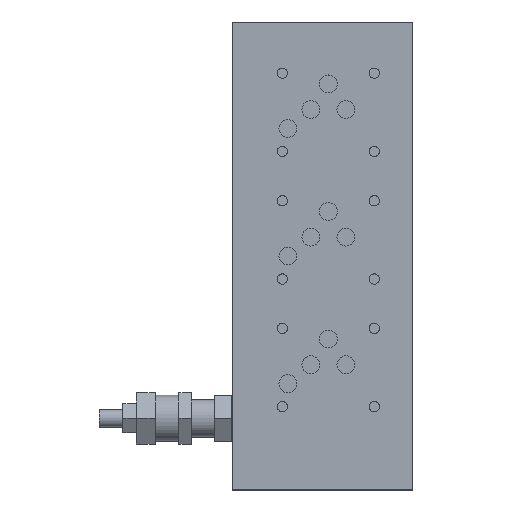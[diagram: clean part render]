
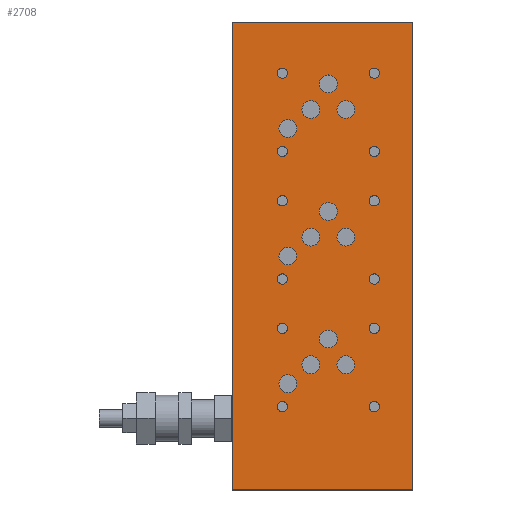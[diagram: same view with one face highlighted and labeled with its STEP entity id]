
A CAD part, top view. The second image highlights one B-rep face of the part: STEP entity #2708.
In plain terms, the highlighted planar face has unit normal (0, 0, 1).
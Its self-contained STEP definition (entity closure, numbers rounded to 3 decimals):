
#184=LINE('',#4435,#337);
#187=LINE('',#4443,#340);
#190=LINE('',#4453,#343);
#192=LINE('',#4458,#345);
#337=VECTOR('',#3477,1000.);
#340=VECTOR('',#3484,1000.);
#343=VECTOR('',#3493,1000.);
#345=VECTOR('',#3499,1000.);
#619=ORIENTED_EDGE('',*,*,#1256,.T.);
#620=ORIENTED_EDGE('',*,*,#1260,.T.);
#621=ORIENTED_EDGE('',*,*,#1265,.T.);
#622=ORIENTED_EDGE('',*,*,#1268,.T.);
#623=ORIENTED_EDGE('',*,*,#1284,.T.);
#624=ORIENTED_EDGE('',*,*,#1285,.T.);
#625=ORIENTED_EDGE('',*,*,#1286,.T.);
#626=ORIENTED_EDGE('',*,*,#1287,.T.);
#627=ORIENTED_EDGE('',*,*,#1288,.T.);
#628=ORIENTED_EDGE('',*,*,#1289,.T.);
#629=ORIENTED_EDGE('',*,*,#1290,.T.);
#630=ORIENTED_EDGE('',*,*,#1291,.T.);
#631=ORIENTED_EDGE('',*,*,#1292,.T.);
#632=ORIENTED_EDGE('',*,*,#1293,.T.);
#633=ORIENTED_EDGE('',*,*,#1294,.T.);
#634=ORIENTED_EDGE('',*,*,#1295,.T.);
#635=ORIENTED_EDGE('',*,*,#1296,.T.);
#636=ORIENTED_EDGE('',*,*,#1297,.T.);
#637=ORIENTED_EDGE('',*,*,#1298,.T.);
#638=ORIENTED_EDGE('',*,*,#1299,.T.);
#639=ORIENTED_EDGE('',*,*,#1300,.T.);
#640=ORIENTED_EDGE('',*,*,#1301,.T.);
#641=ORIENTED_EDGE('',*,*,#1302,.T.);
#642=ORIENTED_EDGE('',*,*,#1303,.T.);
#643=ORIENTED_EDGE('',*,*,#1304,.T.);
#644=ORIENTED_EDGE('',*,*,#1305,.T.);
#645=ORIENTED_EDGE('',*,*,#1306,.T.);
#646=ORIENTED_EDGE('',*,*,#1307,.T.);
#1256=EDGE_CURVE('',#1587,#1590,#184,.T.);
#1260=EDGE_CURVE('',#1590,#1593,#187,.T.);
#1265=EDGE_CURVE('',#1593,#1597,#190,.T.);
#1268=EDGE_CURVE('',#1597,#1587,#192,.T.);
#1284=EDGE_CURVE('',#1614,#1614,#1804,.T.);
#1285=EDGE_CURVE('',#1615,#1615,#1805,.T.);
#1286=EDGE_CURVE('',#1616,#1616,#1806,.T.);
#1287=EDGE_CURVE('',#1617,#1617,#1807,.T.);
#1288=EDGE_CURVE('',#1618,#1618,#1808,.T.);
#1289=EDGE_CURVE('',#1619,#1619,#1809,.T.);
#1290=EDGE_CURVE('',#1620,#1620,#1810,.T.);
#1291=EDGE_CURVE('',#1621,#1621,#1811,.T.);
#1292=EDGE_CURVE('',#1622,#1622,#1812,.T.);
#1293=EDGE_CURVE('',#1623,#1623,#1813,.T.);
#1294=EDGE_CURVE('',#1624,#1624,#1814,.T.);
#1295=EDGE_CURVE('',#1625,#1625,#1815,.T.);
#1296=EDGE_CURVE('',#1626,#1626,#1816,.T.);
#1297=EDGE_CURVE('',#1627,#1627,#1817,.T.);
#1298=EDGE_CURVE('',#1628,#1628,#1818,.T.);
#1299=EDGE_CURVE('',#1629,#1629,#1819,.T.);
#1300=EDGE_CURVE('',#1630,#1630,#1820,.T.);
#1301=EDGE_CURVE('',#1631,#1631,#1821,.T.);
#1302=EDGE_CURVE('',#1632,#1632,#1822,.T.);
#1303=EDGE_CURVE('',#1633,#1633,#1823,.T.);
#1304=EDGE_CURVE('',#1634,#1634,#1824,.T.);
#1305=EDGE_CURVE('',#1635,#1635,#1825,.T.);
#1306=EDGE_CURVE('',#1636,#1636,#1826,.T.);
#1307=EDGE_CURVE('',#1637,#1637,#1827,.T.);
#1587=VERTEX_POINT('',#4429);
#1590=VERTEX_POINT('',#4434);
#1593=VERTEX_POINT('',#4442);
#1597=VERTEX_POINT('',#4452);
#1614=VERTEX_POINT('',#4492);
#1615=VERTEX_POINT('',#4494);
#1616=VERTEX_POINT('',#4496);
#1617=VERTEX_POINT('',#4498);
#1618=VERTEX_POINT('',#4500);
#1619=VERTEX_POINT('',#4502);
#1620=VERTEX_POINT('',#4504);
#1621=VERTEX_POINT('',#4506);
#1622=VERTEX_POINT('',#4508);
#1623=VERTEX_POINT('',#4510);
#1624=VERTEX_POINT('',#4512);
#1625=VERTEX_POINT('',#4514);
#1626=VERTEX_POINT('',#4516);
#1627=VERTEX_POINT('',#4518);
#1628=VERTEX_POINT('',#4520);
#1629=VERTEX_POINT('',#4522);
#1630=VERTEX_POINT('',#4524);
#1631=VERTEX_POINT('',#4526);
#1632=VERTEX_POINT('',#4528);
#1633=VERTEX_POINT('',#4530);
#1634=VERTEX_POINT('',#4532);
#1635=VERTEX_POINT('',#4534);
#1636=VERTEX_POINT('',#4536);
#1637=VERTEX_POINT('',#4538);
#1804=CIRCLE('',#2985,3.);
#1805=CIRCLE('',#2986,3.);
#1806=CIRCLE('',#2987,3.);
#1807=CIRCLE('',#2988,5.25);
#1808=CIRCLE('',#2989,5.25);
#1809=CIRCLE('',#2990,3.);
#1810=CIRCLE('',#2991,3.);
#1811=CIRCLE('',#2992,3.);
#1812=CIRCLE('',#2993,5.25);
#1813=CIRCLE('',#2994,5.25);
#1814=CIRCLE('',#2995,5.25);
#1815=CIRCLE('',#2996,5.25);
#1816=CIRCLE('',#2997,5.25);
#1817=CIRCLE('',#2998,5.25);
#1818=CIRCLE('',#2999,5.25);
#1819=CIRCLE('',#3000,5.25);
#1820=CIRCLE('',#3001,5.25);
#1821=CIRCLE('',#3002,3.);
#1822=CIRCLE('',#3003,3.);
#1823=CIRCLE('',#3004,3.);
#1824=CIRCLE('',#3005,5.25);
#1825=CIRCLE('',#3006,3.);
#1826=CIRCLE('',#3007,3.);
#1827=CIRCLE('',#3008,3.);
#1967=EDGE_LOOP('',(#619,#620,#621,#622));
#1968=EDGE_LOOP('',(#623));
#1969=EDGE_LOOP('',(#624));
#1970=EDGE_LOOP('',(#625));
#1971=EDGE_LOOP('',(#626));
#1972=EDGE_LOOP('',(#627));
#1973=EDGE_LOOP('',(#628));
#1974=EDGE_LOOP('',(#629));
#1975=EDGE_LOOP('',(#630));
#1976=EDGE_LOOP('',(#631));
#1977=EDGE_LOOP('',(#632));
#1978=EDGE_LOOP('',(#633));
#1979=EDGE_LOOP('',(#634));
#1980=EDGE_LOOP('',(#635));
#1981=EDGE_LOOP('',(#636));
#1982=EDGE_LOOP('',(#637));
#1983=EDGE_LOOP('',(#638));
#1984=EDGE_LOOP('',(#639));
#1985=EDGE_LOOP('',(#640));
#1986=EDGE_LOOP('',(#641));
#1987=EDGE_LOOP('',(#642));
#1988=EDGE_LOOP('',(#643));
#1989=EDGE_LOOP('',(#644));
#1990=EDGE_LOOP('',(#645));
#1991=EDGE_LOOP('',(#646));
#2289=FACE_BOUND('',#1967,.T.);
#2290=FACE_BOUND('',#1968,.T.);
#2291=FACE_BOUND('',#1969,.T.);
#2292=FACE_BOUND('',#1970,.T.);
#2293=FACE_BOUND('',#1971,.T.);
#2294=FACE_BOUND('',#1972,.T.);
#2295=FACE_BOUND('',#1973,.T.);
#2296=FACE_BOUND('',#1974,.T.);
#2297=FACE_BOUND('',#1975,.T.);
#2298=FACE_BOUND('',#1976,.T.);
#2299=FACE_BOUND('',#1977,.T.);
#2300=FACE_BOUND('',#1978,.T.);
#2301=FACE_BOUND('',#1979,.T.);
#2302=FACE_BOUND('',#1980,.T.);
#2303=FACE_BOUND('',#1981,.T.);
#2304=FACE_BOUND('',#1982,.T.);
#2305=FACE_BOUND('',#1983,.T.);
#2306=FACE_BOUND('',#1984,.T.);
#2307=FACE_BOUND('',#1985,.T.);
#2308=FACE_BOUND('',#1986,.T.);
#2309=FACE_BOUND('',#1987,.T.);
#2310=FACE_BOUND('',#1988,.T.);
#2311=FACE_BOUND('',#1989,.T.);
#2312=FACE_BOUND('',#1990,.T.);
#2313=FACE_BOUND('',#1991,.T.);
#2592=PLANE('',#2984);
#2708=ADVANCED_FACE('',(#2289,#2290,#2291,#2292,#2293,#2294,#2295,#2296,
#2297,#2298,#2299,#2300,#2301,#2302,#2303,#2304,#2305,#2306,#2307,#2308,
#2309,#2310,#2311,#2312,#2313),#2592,.T.);
#2984=AXIS2_PLACEMENT_3D('',#4490,#3532,#3533);
#2985=AXIS2_PLACEMENT_3D('',#4491,#3534,#3535);
#2986=AXIS2_PLACEMENT_3D('',#4493,#3536,#3537);
#2987=AXIS2_PLACEMENT_3D('',#4495,#3538,#3539);
#2988=AXIS2_PLACEMENT_3D('',#4497,#3540,#3541);
#2989=AXIS2_PLACEMENT_3D('',#4499,#3542,#3543);
#2990=AXIS2_PLACEMENT_3D('',#4501,#3544,#3545);
#2991=AXIS2_PLACEMENT_3D('',#4503,#3546,#3547);
#2992=AXIS2_PLACEMENT_3D('',#4505,#3548,#3549);
#2993=AXIS2_PLACEMENT_3D('',#4507,#3550,#3551);
#2994=AXIS2_PLACEMENT_3D('',#4509,#3552,#3553);
#2995=AXIS2_PLACEMENT_3D('',#4511,#3554,#3555);
#2996=AXIS2_PLACEMENT_3D('',#4513,#3556,#3557);
#2997=AXIS2_PLACEMENT_3D('',#4515,#3558,#3559);
#2998=AXIS2_PLACEMENT_3D('',#4517,#3560,#3561);
#2999=AXIS2_PLACEMENT_3D('',#4519,#3562,#3563);
#3000=AXIS2_PLACEMENT_3D('',#4521,#3564,#3565);
#3001=AXIS2_PLACEMENT_3D('',#4523,#3566,#3567);
#3002=AXIS2_PLACEMENT_3D('',#4525,#3568,#3569);
#3003=AXIS2_PLACEMENT_3D('',#4527,#3570,#3571);
#3004=AXIS2_PLACEMENT_3D('',#4529,#3572,#3573);
#3005=AXIS2_PLACEMENT_3D('',#4531,#3574,#3575);
#3006=AXIS2_PLACEMENT_3D('',#4533,#3576,#3577);
#3007=AXIS2_PLACEMENT_3D('',#4535,#3578,#3579);
#3008=AXIS2_PLACEMENT_3D('',#4537,#3580,#3581);
#3477=DIRECTION('',(0.,1.,0.));
#3484=DIRECTION('',(-1.,0.,0.));
#3493=DIRECTION('',(0.,-1.,0.));
#3499=DIRECTION('',(1.,0.,0.));
#3532=DIRECTION('',(0.,0.,1.));
#3533=DIRECTION('',(1.,0.,0.));
#3534=DIRECTION('',(0.,0.,-1.));
#3535=DIRECTION('',(1.,0.,0.));
#3536=DIRECTION('',(0.,0.,-1.));
#3537=DIRECTION('',(1.,0.,0.));
#3538=DIRECTION('',(0.,0.,-1.));
#3539=DIRECTION('',(1.,0.,0.));
#3540=DIRECTION('',(0.,0.,-1.));
#3541=DIRECTION('',(1.,0.,0.));
#3542=DIRECTION('',(0.,0.,-1.));
#3543=DIRECTION('',(1.,0.,0.));
#3544=DIRECTION('',(0.,0.,-1.));
#3545=DIRECTION('',(1.,0.,0.));
#3546=DIRECTION('',(0.,0.,-1.));
#3547=DIRECTION('',(1.,0.,0.));
#3548=DIRECTION('',(0.,0.,-1.));
#3549=DIRECTION('',(1.,0.,0.));
#3550=DIRECTION('',(0.,0.,-1.));
#3551=DIRECTION('',(1.,0.,0.));
#3552=DIRECTION('',(0.,0.,-1.));
#3553=DIRECTION('',(1.,0.,0.));
#3554=DIRECTION('',(0.,0.,-1.));
#3555=DIRECTION('',(1.,0.,0.));
#3556=DIRECTION('',(0.,0.,-1.));
#3557=DIRECTION('',(1.,0.,0.));
#3558=DIRECTION('',(0.,0.,-1.));
#3559=DIRECTION('',(1.,0.,0.));
#3560=DIRECTION('',(0.,0.,-1.));
#3561=DIRECTION('',(1.,0.,0.));
#3562=DIRECTION('',(0.,0.,-1.));
#3563=DIRECTION('',(1.,0.,0.));
#3564=DIRECTION('',(0.,0.,-1.));
#3565=DIRECTION('',(1.,0.,0.));
#3566=DIRECTION('',(0.,0.,-1.));
#3567=DIRECTION('',(1.,0.,0.));
#3568=DIRECTION('',(0.,0.,-1.));
#3569=DIRECTION('',(1.,0.,0.));
#3570=DIRECTION('',(0.,0.,-1.));
#3571=DIRECTION('',(1.,0.,0.));
#3572=DIRECTION('',(0.,0.,-1.));
#3573=DIRECTION('',(1.,0.,0.));
#3574=DIRECTION('',(0.,0.,-1.));
#3575=DIRECTION('',(1.,0.,0.));
#3576=DIRECTION('',(0.,0.,-1.));
#3577=DIRECTION('',(1.,0.,0.));
#3578=DIRECTION('',(0.,0.,-1.));
#3579=DIRECTION('',(1.,0.,0.));
#3580=DIRECTION('',(0.,0.,-1.));
#3581=DIRECTION('',(1.,0.,0.));
#4429=CARTESIAN_POINT('',(438.,0.,120.));
#4434=CARTESIAN_POINT('',(438.,275.,120.));
#4435=CARTESIAN_POINT('',(438.,137.5,120.));
#4442=CARTESIAN_POINT('',(332.,275.,120.));
#4443=CARTESIAN_POINT('',(385.,275.,120.));
#4452=CARTESIAN_POINT('',(332.,0.,120.));
#4453=CARTESIAN_POINT('',(332.,137.5,120.));
#4458=CARTESIAN_POINT('',(385.,0.,120.));
#4490=CARTESIAN_POINT('',(385.,137.5,120.));
#4491=CARTESIAN_POINT('',(361.25,244.9,120.));
#4492=CARTESIAN_POINT('',(364.25,244.9,120.));
#4493=CARTESIAN_POINT('',(361.25,169.9,120.));
#4494=CARTESIAN_POINT('',(364.25,169.9,120.));
#4495=CARTESIAN_POINT('',(415.25,169.9,120.));
#4496=CARTESIAN_POINT('',(418.25,169.9,120.));
#4497=CARTESIAN_POINT('',(388.25,163.6,120.));
#4498=CARTESIAN_POINT('',(393.5,163.6,120.));
#4499=CARTESIAN_POINT('',(377.95,223.5,120.));
#4500=CARTESIAN_POINT('',(383.2,223.5,120.));
#4501=CARTESIAN_POINT('',(361.25,94.9,120.));
#4502=CARTESIAN_POINT('',(364.25,94.9,120.));
#4503=CARTESIAN_POINT('',(361.25,48.9,120.));
#4504=CARTESIAN_POINT('',(364.25,48.9,120.));
#4505=CARTESIAN_POINT('',(415.25,123.9,120.));
#4506=CARTESIAN_POINT('',(418.25,123.9,120.));
#4507=CARTESIAN_POINT('',(388.25,88.6,120.));
#4508=CARTESIAN_POINT('',(393.5,88.6,120.));
#4509=CARTESIAN_POINT('',(377.95,73.5,120.));
#4510=CARTESIAN_POINT('',(383.2,73.5,120.));
#4511=CARTESIAN_POINT('',(398.55,148.5,120.));
#4512=CARTESIAN_POINT('',(403.8,148.5,120.));
#4513=CARTESIAN_POINT('',(364.45,137.4,120.));
#4514=CARTESIAN_POINT('',(369.7,137.4,120.));
#4515=CARTESIAN_POINT('',(364.45,62.4,120.));
#4516=CARTESIAN_POINT('',(369.7,62.4,120.));
#4517=CARTESIAN_POINT('',(364.45,212.4,120.));
#4518=CARTESIAN_POINT('',(369.7,212.4,120.));
#4519=CARTESIAN_POINT('',(388.25,238.6,120.));
#4520=CARTESIAN_POINT('',(393.5,238.6,120.));
#4521=CARTESIAN_POINT('',(377.95,148.5,120.));
#4522=CARTESIAN_POINT('',(383.2,148.5,120.));
#4523=CARTESIAN_POINT('',(398.55,73.5,120.));
#4524=CARTESIAN_POINT('',(403.8,73.5,120.));
#4525=CARTESIAN_POINT('',(415.25,94.9,120.));
#4526=CARTESIAN_POINT('',(418.25,94.9,120.));
#4527=CARTESIAN_POINT('',(415.25,48.9,120.));
#4528=CARTESIAN_POINT('',(418.25,48.9,120.));
#4529=CARTESIAN_POINT('',(361.25,123.9,120.));
#4530=CARTESIAN_POINT('',(364.25,123.9,120.));
#4531=CARTESIAN_POINT('',(398.55,223.5,120.));
#4532=CARTESIAN_POINT('',(403.8,223.5,120.));
#4533=CARTESIAN_POINT('',(415.25,244.9,120.));
#4534=CARTESIAN_POINT('',(418.25,244.9,120.));
#4535=CARTESIAN_POINT('',(415.25,198.9,120.));
#4536=CARTESIAN_POINT('',(418.25,198.9,120.));
#4537=CARTESIAN_POINT('',(361.25,198.9,120.));
#4538=CARTESIAN_POINT('',(364.25,198.9,120.));
